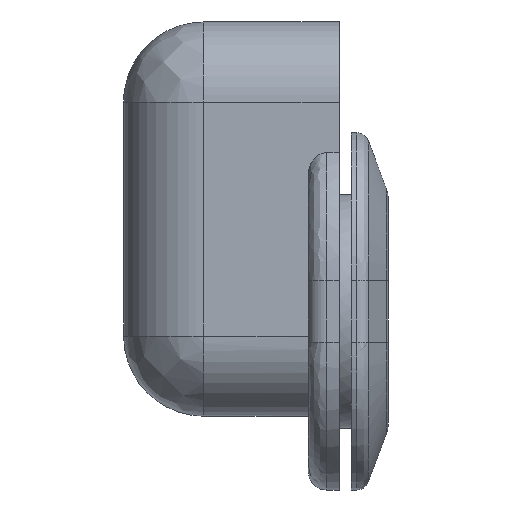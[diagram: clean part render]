
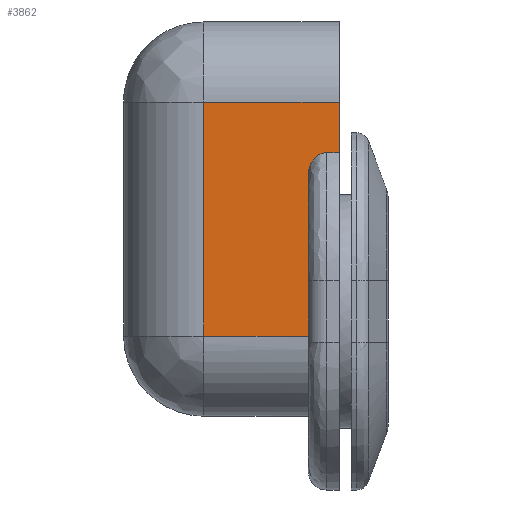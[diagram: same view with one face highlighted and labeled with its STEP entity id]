
A CAD part, left-side view. The second image highlights one B-rep face of the part: STEP entity #3862.
In plain terms, the highlighted free-form (B-spline) face has degree [1, 1] with [2, 2] control points.
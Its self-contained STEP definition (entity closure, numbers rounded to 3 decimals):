
#1885=CARTESIAN_POINT('',(-48.0,8.0,34.0));
#1886=VERTEX_POINT('',#1885);
#1907=CARTESIAN_POINT('',(-48.0,30.0,34.0));
#1908=VERTEX_POINT('',#1907);
#1922=CARTESIAN_POINT('',(-48.0,8.0,34.0));
#1923=CARTESIAN_POINT('',(-48.0,30.0,34.0));
#1924=QUASI_UNIFORM_CURVE('',1,(#1922,#1923),.UNSPECIFIED.,.F.,.U.);
#1925=EDGE_CURVE('',#1886,#1908,#1924,.T.);
#2047=CARTESIAN_POINT('',(-48.0,30.0,-4.));
#2048=VERTEX_POINT('',#2047);
#2062=CARTESIAN_POINT('',(-48.0,30.0,34.0));
#2063=CARTESIAN_POINT('',(-48.0,30.0,-4.));
#2064=QUASI_UNIFORM_CURVE('',1,(#2062,#2063),.UNSPECIFIED.,.F.,.U.);
#2065=EDGE_CURVE('',#1908,#2048,#2064,.T.);
#2335=CARTESIAN_POINT('',(-48.0,13.0,-4.));
#2336=VERTEX_POINT('',#2335);
#2352=CARTESIAN_POINT('',(-48.0,30.0,-4.));
#2353=CARTESIAN_POINT('',(-48.0,13.0,-4.));
#2354=QUASI_UNIFORM_CURVE('',1,(#2352,#2353),.UNSPECIFIED.,.F.,.U.);
#2355=EDGE_CURVE('',#2048,#2336,#2354,.T.);
#2835=CARTESIAN_POINT('',(-48.0,13.0,22.234));
#2836=VERTEX_POINT('',#2835);
#2837=CARTESIAN_POINT('',(-48.0,10.0,25.785));
#2838=VERTEX_POINT('',#2837);
#2839=CARTESIAN_POINT('',(-48.0,13.0,22.234));
#2840=CARTESIAN_POINT('',(-48.,13.0,22.451));
#2841=CARTESIAN_POINT('',(-48.,12.984,22.665));
#2842=CARTESIAN_POINT('',(-48.,12.921,23.087));
#2843=CARTESIAN_POINT('',(-48.,12.874,23.295));
#2844=CARTESIAN_POINT('',(-48.0,12.794,23.552));
#2845=CARTESIAN_POINT('',(-48.0,12.776,23.603));
#2846=CARTESIAN_POINT('',(-48.,12.74,23.704));
#2847=CARTESIAN_POINT('',(-48.0,12.72,23.755));
#2848=CARTESIAN_POINT('',(-48.,12.659,23.906));
#2849=CARTESIAN_POINT('',(-48.0,12.614,24.003));
#2850=CARTESIAN_POINT('',(-48.,12.467,24.29));
#2851=CARTESIAN_POINT('',(-48.0,12.353,24.471));
#2852=CARTESIAN_POINT('',(-48.,12.187,24.685));
#2853=CARTESIAN_POINT('',(-48.0,12.153,24.727));
#2854=CARTESIAN_POINT('',(-48.,12.082,24.809));
#2855=CARTESIAN_POINT('',(-48.0,12.046,24.85));
#2856=CARTESIAN_POINT('',(-48.,11.934,24.967));
#2857=CARTESIAN_POINT('',(-48.,11.857,25.041));
#2858=CARTESIAN_POINT('',(-48.,11.613,25.249));
#2859=CARTESIAN_POINT('',(-48.0,11.437,25.37));
#2860=CARTESIAN_POINT('',(-48.,11.196,25.497));
#2861=CARTESIAN_POINT('',(-48.,11.147,25.521));
#2862=CARTESIAN_POINT('',(-48.,11.049,25.566));
#2863=CARTESIAN_POINT('',(-48.,10.999,25.587));
#2864=CARTESIAN_POINT('',(-48.,10.849,25.645));
#2865=CARTESIAN_POINT('',(-48.0,10.747,25.678));
#2866=CARTESIAN_POINT('',(-48.0,10.539,25.73));
#2867=CARTESIAN_POINT('',(-48.0,10.434,25.75));
#2868=CARTESIAN_POINT('',(-48.,10.272,25.771));
#2869=CARTESIAN_POINT('',(-48.0,10.218,25.776));
#2870=CARTESIAN_POINT('',(-48.,10.109,25.783));
#2871=CARTESIAN_POINT('',(-48.,10.055,25.785));
#2872=CARTESIAN_POINT('',(-48.0,10.0,25.785));
#2873=B_SPLINE_CURVE_WITH_KNOTS('',3,(#2839,#2840,#2841,#2842,#2843,#2844,#2845,#2846,#2847,#2848,#2849,#2850,#2851,#2852,#2853,#2854,#2855,#2856,#2857,#2858,#2859,#2860,#2861,#2862,#2863,#2864,#2865,#2866,#2867,#2868,#2869,#2870,#2871,#2872),.UNSPECIFIED.,.F.,.U.,(4,2,2,2,2,2,2,2,2,2,2,2,2,2,2,2,4),(0.0,0.125,0.25,0.281,0.312,0.375,0.5,0.531,0.562,0.625,0.75,0.781,0.812,0.875,0.937,0.969,1.0),.UNSPECIFIED.);
#2874=EDGE_CURVE('',#2836,#2838,#2873,.T.);
#3834=CARTESIAN_POINT('',(-48.0,6.901,-5.898));
#3835=CARTESIAN_POINT('',(-48.0,31.099,-5.898));
#3836=CARTESIAN_POINT('',(-48.0,6.901,35.898));
#3837=CARTESIAN_POINT('',(-48.0,31.099,35.898));
#3838=B_SPLINE_SURFACE_WITH_KNOTS('',1,1,((#3834,#3836),(#3835,#3837)),.UNSPECIFIED.,.F.,.F.,.U.,(2,2),(2,2),(0.0,24.198),(0.0,41.796),.UNSPECIFIED.);
#3839=CARTESIAN_POINT('',(-48.0,8.0,25.785));
#3840=VERTEX_POINT('',#3839);
#3841=CARTESIAN_POINT('',(-48.0,8.0,25.785));
#3842=CARTESIAN_POINT('',(-48.0,8.0,34.0));
#3843=QUASI_UNIFORM_CURVE('',1,(#3841,#3842),.UNSPECIFIED.,.F.,.U.);
#3844=EDGE_CURVE('',#3840,#1886,#3843,.T.);
#3845=ORIENTED_EDGE('',*,*,#3844,.T.);
#3846=ORIENTED_EDGE('',*,*,#1925,.T.);
#3847=ORIENTED_EDGE('',*,*,#2065,.T.);
#3848=ORIENTED_EDGE('',*,*,#2355,.T.);
#3849=CARTESIAN_POINT('',(-48.0,13.0,22.234));
#3850=CARTESIAN_POINT('',(-48.0,13.0,-4.));
#3851=QUASI_UNIFORM_CURVE('',1,(#3849,#3850),.UNSPECIFIED.,.F.,.U.);
#3852=EDGE_CURVE('',#2836,#2336,#3851,.T.);
#3853=ORIENTED_EDGE('',*,*,#3852,.F.);
#3854=ORIENTED_EDGE('',*,*,#2874,.T.);
#3855=CARTESIAN_POINT('',(-48.0,10.0,25.785));
#3856=CARTESIAN_POINT('',(-48.0,8.0,25.785));
#3857=QUASI_UNIFORM_CURVE('',1,(#3855,#3856),.UNSPECIFIED.,.F.,.U.);
#3858=EDGE_CURVE('',#2838,#3840,#3857,.T.);
#3859=ORIENTED_EDGE('',*,*,#3858,.T.);
#3860=EDGE_LOOP('',(#3845,#3846,#3847,#3848,#3853,#3854,#3859));
#3861=FACE_OUTER_BOUND('',#3860,.T.);
#3862=ADVANCED_FACE('',(#3861),#3838,.F.);
